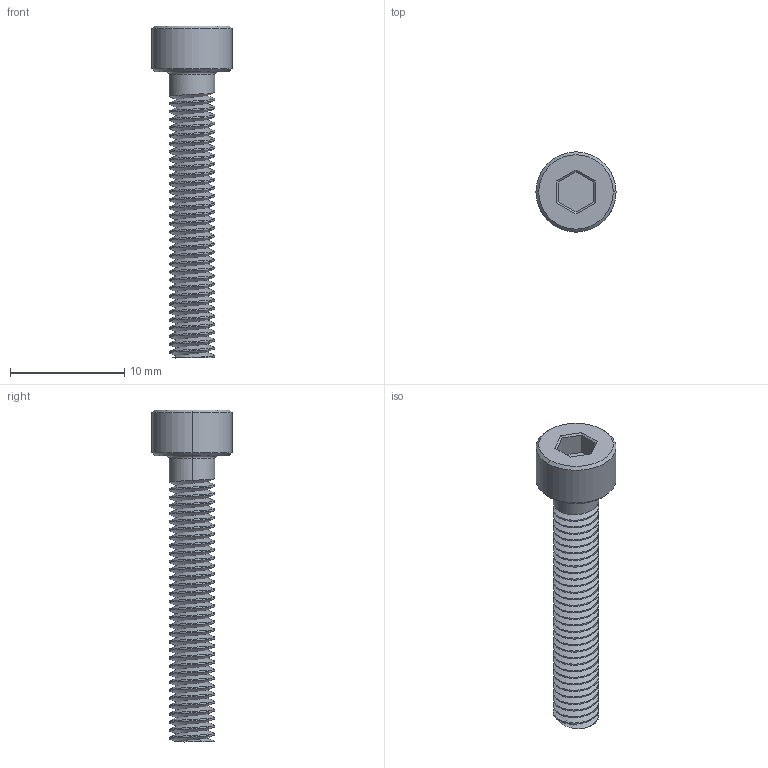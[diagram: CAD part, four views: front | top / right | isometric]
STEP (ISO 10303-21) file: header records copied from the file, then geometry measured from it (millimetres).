
FILE_DESCRIPTION (( 'STEP AP203' ), '1' );
FILE_NAME ('SHCS M4-25.STEP', '2020-01-29T10:22:14', ( '' ), ( '' ), 'SwSTEP 2.0', 'SolidWorks 2017', '' );
FILE_SCHEMA (( 'CONFIG_CONTROL_DESIGN' ));
Length unit declared in the file: millimetre
Products named in the file (1): SHCS M4-25
Bounding box: 7 x 7 x 29 mm (x, y, z)
Volume: 375.4 mm3; surface area: 767.5 mm2
Topology: 1 solids, 1 shells, 95 faces, 260 edges, 169 vertices
Faces by surface type: cylinder 69, plane 18, cone 4, torus 2, bspline 2
Entity records: 5821 total; most frequent: CARTESIAN_POINT 3747, ORIENTED_EDGE 520, DIRECTION 324, EDGE_CURVE 260, VERTEX_POINT 169, AXIS2_PLACEMENT_3D 109, VECTOR 106, LINE 106
